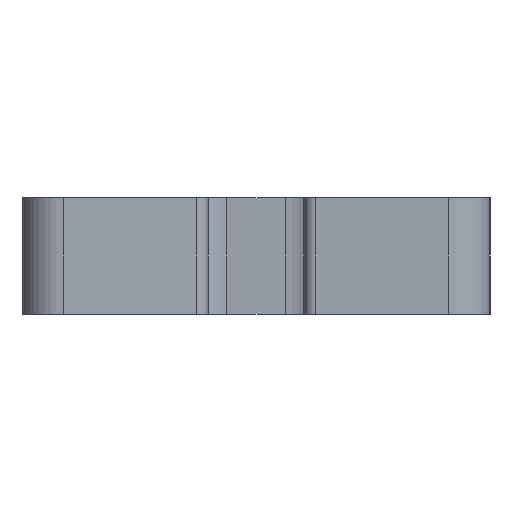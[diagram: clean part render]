
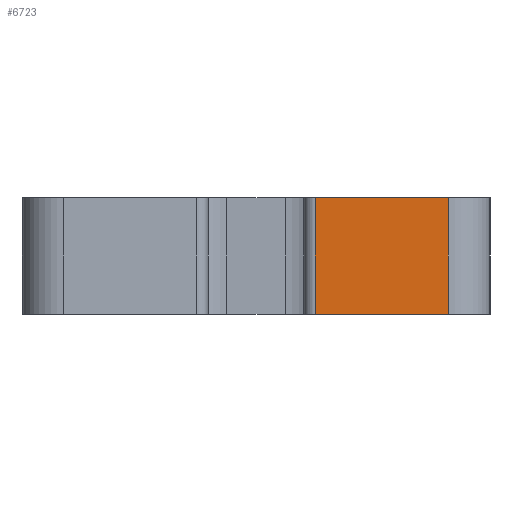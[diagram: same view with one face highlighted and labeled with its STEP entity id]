
A CAD part, front view. The second image highlights one B-rep face of the part: STEP entity #6723.
In plain terms, the highlighted planar face has unit normal (-0.018, -1, 0).
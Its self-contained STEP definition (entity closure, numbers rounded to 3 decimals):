
#1315=CARTESIAN_POINT('',(16.439,-100.,-5.0));
#1316=VERTEX_POINT('',#1315);
#1324=CARTESIAN_POINT('',(5.083,-99.802,-5.0));
#1325=VERTEX_POINT('',#1324);
#1326=CARTESIAN_POINT('',(5.083,-99.802,-5.0));
#1327=DIRECTION('',(1.,-0.017,0.0));
#1328=VECTOR('',#1327,11.359);
#1329=LINE('',#1326,#1328);
#1330=EDGE_CURVE('',#1325,#1316,#1329,.T.);
#3599=CARTESIAN_POINT('',(5.083,-99.802,5.0));
#3600=VERTEX_POINT('',#3599);
#3608=CARTESIAN_POINT('',(16.439,-100.,5.0));
#3609=VERTEX_POINT('',#3608);
#3610=CARTESIAN_POINT('',(16.439,-100.,5.0));
#3611=DIRECTION('',(-1.,0.017,0.0));
#3612=VECTOR('',#3611,11.359);
#3613=LINE('',#3610,#3612);
#3614=EDGE_CURVE('',#3609,#3600,#3613,.T.);
#6696=CARTESIAN_POINT('',(16.439,-100.,-5.0));
#6697=DIRECTION('',(0.0,0.0,1.0));
#6698=VECTOR('',#6697,10.0);
#6699=LINE('',#6696,#6698);
#6700=EDGE_CURVE('',#1316,#3609,#6699,.T.);
#6707=CARTESIAN_POINT('',(16.439,-100.,0.0));
#6708=DIRECTION('',(-0.017,-1.,0.0));
#6709=DIRECTION('',(0.0,0.0,-1.0));
#6710=AXIS2_PLACEMENT_3D('',#6707,#6708,#6709);
#6711=PLANE('',#6710);
#6712=ORIENTED_EDGE('',*,*,#3614,.T.);
#6713=CARTESIAN_POINT('',(5.083,-99.802,-5.0));
#6714=DIRECTION('',(0.0,0.0,1.0));
#6715=VECTOR('',#6714,10.0);
#6716=LINE('',#6713,#6715);
#6717=EDGE_CURVE('',#1325,#3600,#6716,.T.);
#6718=ORIENTED_EDGE('',*,*,#6717,.F.);
#6719=ORIENTED_EDGE('',*,*,#1330,.T.);
#6720=ORIENTED_EDGE('',*,*,#6700,.T.);
#6721=EDGE_LOOP('',(#6712,#6718,#6719,#6720));
#6722=FACE_OUTER_BOUND('',#6721,.T.);
#6723=ADVANCED_FACE('',(#6722),#6711,.T.);
